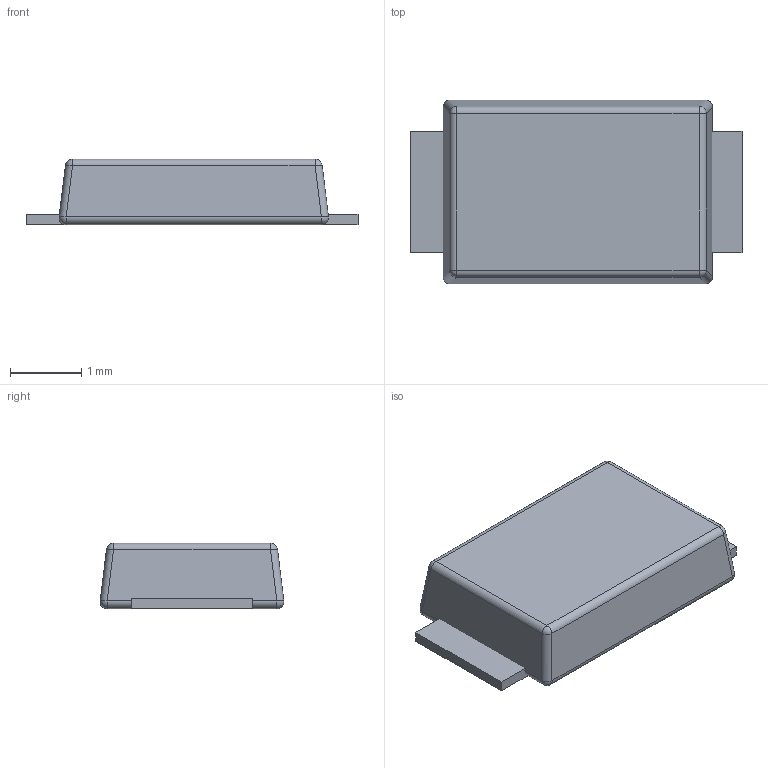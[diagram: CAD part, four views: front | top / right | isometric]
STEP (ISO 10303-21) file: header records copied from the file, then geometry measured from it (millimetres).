
FILE_DESCRIPTION(/* description */ (''),/* implementation_level */ '2;1');
FILE_NAME(/* name */ 'SOD-128 Outline Structure.stp',/* time_stamp */ '2019-10-04T11:13:37+08:00',/* author */ ('he.song'),/* organization */ (''),/* preprocessor_version */ 'ST-DEVELOPER v16.13',/* originating_system */ 'Autodesk Inventor 2018',/* authorisation */ '');
FILE_SCHEMA (('AUTOMOTIVE_DESIGN { 1 0 10303 214 3 1 1 }'));
Length unit declared in the file: millimetre
Products named in the file (3): SOD-128  ES3DFS; SOD-128 LF; SOD-128 JT 复制1
Assembly tree (2 placements, depth 2):
  SOD-128  ES3DFS
    SOD-128 LF
    SOD-128 JT 复制1
Bounding box: 4.65 x 2.57 x 0.92 mm (x, y, z)
Volume: 8.7 mm3; surface area: 34.6 mm2
Topology: 3 solids, 3 shells, 40 faces, 81 edges, 46 vertices
Faces by surface type: plane 20, cylinder 12, sphere 8
Entity records: 1110 total; most frequent: DIRECTION 192, CARTESIAN_POINT 167, ORIENTED_EDGE 156, EDGE_CURVE 78, AXIS2_PLACEMENT_3D 69, LINE 54, VECTOR 54, VERTEX_POINT 44
